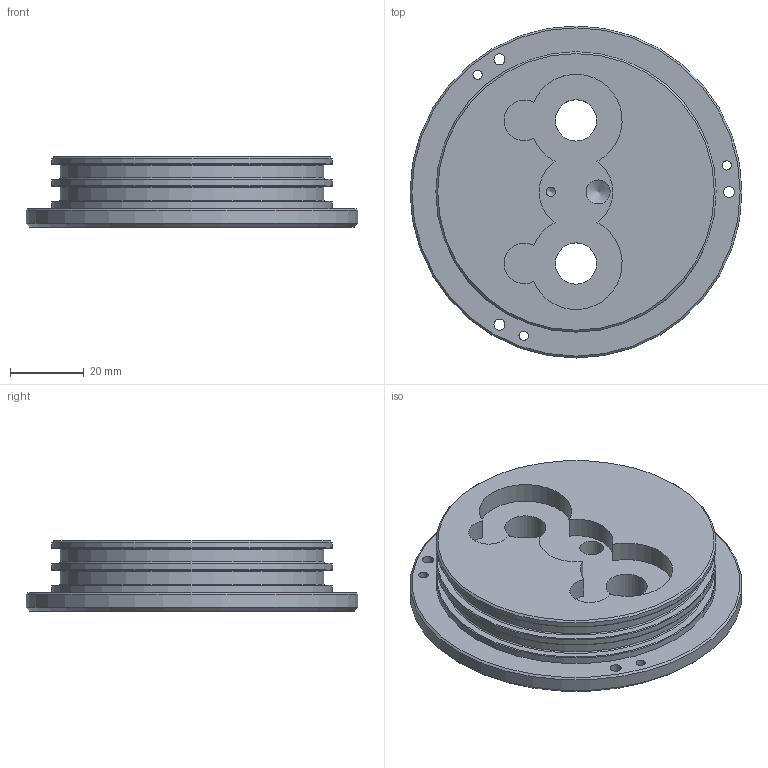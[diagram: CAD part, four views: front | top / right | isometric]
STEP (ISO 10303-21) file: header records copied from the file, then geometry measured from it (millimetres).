
FILE_DESCRIPTION(/* description */ (''),/* implementation_level */ '2;1');
FILE_NAME(/* name */ 'End_cap_drilling_charging.step',/* time_stamp */ '2024-09-25T11:59:17+02:00',/* author */ (''),/* organization */ (''),/* preprocessor_version */ 'ST-DEVELOPER v20',/* originating_system */ 'Autodesk Translation Framework v13.20.0.188',/* authorisation */ '');
FILE_SCHEMA (('AUTOMOTIVE_DESIGN { 1 0 10303 214 3 1 1 }'));
Length unit declared in the file: millimetre
Products named in the file (1): Logger_cap_drilling_charging
Bounding box: 90 x 90 x 19 mm (x, y, z)
Volume: 79954.6 mm3; surface area: 21037.7 mm2
Topology: 1 solids, 1 shells, 49 faces, 107 edges, 68 vertices
Faces by surface type: cylinder 26, plane 10, torus 8, cone 5
Full cylindrical faces by diameter (mm): 2.529 x4, 3 x3, 6.5 x1, 11.2 x2, 14 x2, 71.4 x2, 76 x3, 90 x1
Entity records: 1437 total; most frequent: DIRECTION 279, CARTESIAN_POINT 223, ORIENTED_EDGE 210, AXIS2_PLACEMENT_3D 124, EDGE_CURVE 105, EDGE_LOOP 75, CIRCLE 74, VERTEX_POINT 68
